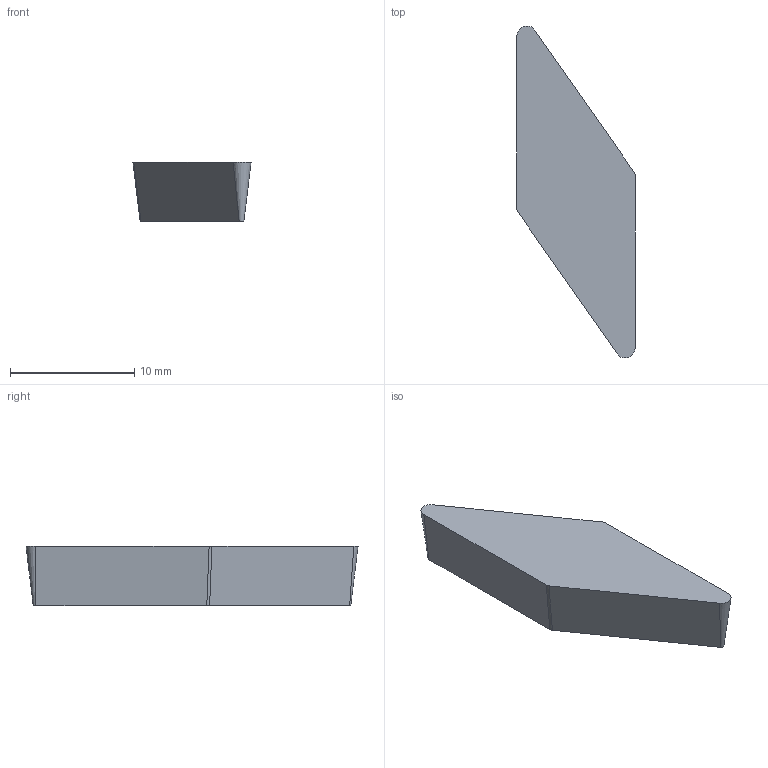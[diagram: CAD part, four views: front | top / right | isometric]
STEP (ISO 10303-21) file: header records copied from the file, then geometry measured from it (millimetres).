
FILE_DESCRIPTION(/* description */ (''),/* implementation_level */ '2;1');
FILE_NAME(/* name */ 'aaa339383_a.stp',/* time_stamp */ '2019-09-25T15:15:17+02:00',/* author */ (''),/* organization */ ('SMS'),/* preprocessor_version */ 'ST-DEVELOPER v16.7',/* originating_system */ 'SIEMENS PLM Software NX 12.0',/* authorisation */ '');
FILE_SCHEMA (('AUTOMOTIVE_DESIGN { 1 0 10303 214 3 1 1 1 }'));
Length unit declared in the file: millimetre
Products named in the file (1): AAA339383_A
Bounding box: 9.53 x 26.76 x 4.76 mm (x, y, z)
Volume: 659.2 mm3; surface area: 557.9 mm2
Topology: 1 solids, 1 shells, 10 faces, 25 edges, 19 vertices
Faces by surface type: plane 6, cone 2, cylinder 2
Entity records: 421 total; most frequent: CARTESIAN_POINT 118, DIRECTION 58, ORIENTED_EDGE 48, EDGE_CURVE 24, AXIS2_PLACEMENT_3D 21, VERTEX_POINT 16, LINE 16, VECTOR 16
